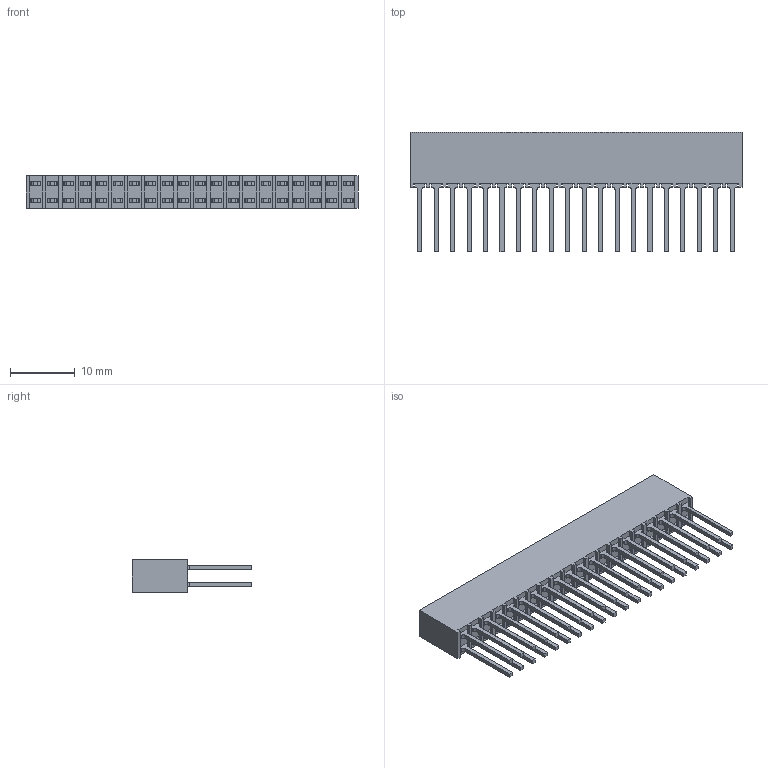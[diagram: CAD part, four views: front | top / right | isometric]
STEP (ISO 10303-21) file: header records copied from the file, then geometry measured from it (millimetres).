
FILE_DESCRIPTION (( 'STEP AP203' ), '1' );
FILE_NAME ('REF-182684-02.step', '2018-02-26T20:20:03', ( '' ), ( '' ), 'SwSTEP 2.0', 'SolidWorks 2016', '' );
FILE_SCHEMA (( 'CONFIG_CONTROL_DESIGN' ));
Length unit declared in the file: millimetre
Products named in the file (1): REF-182684-02
Bounding box: 51.31 x 18.52 x 4.95 mm (x, y, z)
Volume: 2220.7 mm3; surface area: 2738.3 mm2
Topology: 1 solids, 1 shells, 726 faces, 1932 edges, 1288 vertices
Faces by surface type: plane 646, cylinder 80
Entity records: 22313 total; most frequent: CARTESIAN_POINT 3947, ORIENTED_EDGE 3864, DIRECTION 3546, EDGE_CURVE 1932, VECTOR 1772, LINE 1772, VERTEX_POINT 1288, AXIS2_PLACEMENT_3D 887
